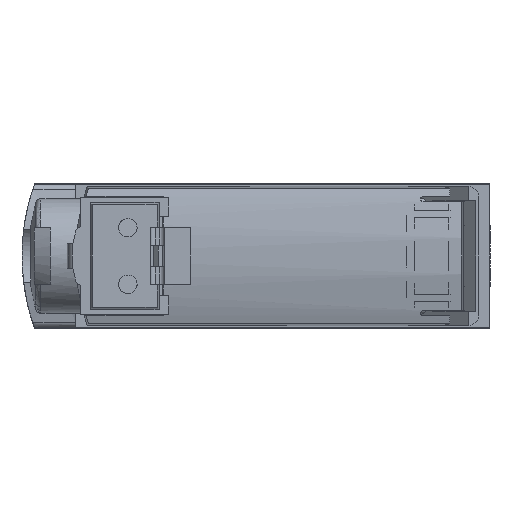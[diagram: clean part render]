
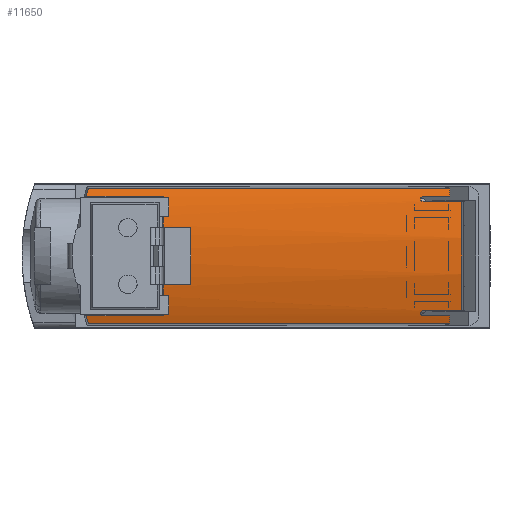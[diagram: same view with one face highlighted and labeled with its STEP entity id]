
A CAD part, left-side view. The second image highlights one B-rep face of the part: STEP entity #11650.
In plain terms, the highlighted cylindrical face has radius 15 mm (diameter 30 mm), a partial arc.
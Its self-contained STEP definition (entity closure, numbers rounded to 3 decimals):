
#589=B_SPLINE_CURVE_WITH_KNOTS('',3,(#20492,#20493,#20494,#20495),
 .UNSPECIFIED.,.F.,.F.,(4,4),(0.009,0.01),
 .UNSPECIFIED.);
#590=B_SPLINE_CURVE_WITH_KNOTS('',3,(#20503,#20504,#20505,#20506,#20507),
 .UNSPECIFIED.,.F.,.F.,(4,1,4),(0.,0.,0.001),
 .UNSPECIFIED.);
#591=B_SPLINE_CURVE_WITH_KNOTS('',3,(#20515,#20516,#20517,#20518,#20519),
 .UNSPECIFIED.,.F.,.F.,(4,1,4),(0.,0.,0.001),
 .UNSPECIFIED.);
#592=B_SPLINE_CURVE_WITH_KNOTS('',3,(#20527,#20528,#20529,#20530),
 .UNSPECIFIED.,.F.,.F.,(4,4),(0.,0.001),
 .UNSPECIFIED.);
#664=ELLIPSE('',#14608,15.002,15.);
#665=ELLIPSE('',#14609,15.002,15.);
#666=ELLIPSE('',#14610,15.009,15.);
#667=ELLIPSE('',#14611,15.002,15.);
#668=ELLIPSE('',#14612,15.002,15.);
#1409=LINE('',#20481,#2644);
#1410=LINE('',#20486,#2645);
#1411=LINE('',#20490,#2646);
#1412=LINE('',#20497,#2647);
#1413=LINE('',#20501,#2648);
#1414=LINE('',#20509,#2649);
#1415=LINE('',#20513,#2650);
#1416=LINE('',#20521,#2651);
#1417=LINE('',#20525,#2652);
#1418=LINE('',#20532,#2653);
#2644=VECTOR('',#16953,1000.);
#2645=VECTOR('',#16956,1000.);
#2646=VECTOR('',#16959,1000.);
#2647=VECTOR('',#16960,1000.);
#2648=VECTOR('',#16963,1000.);
#2649=VECTOR('',#16964,1000.);
#2650=VECTOR('',#16967,1000.);
#2651=VECTOR('',#16968,1000.);
#2652=VECTOR('',#16971,1000.);
#2653=VECTOR('',#16972,1000.);
#5098=ORIENTED_EDGE('',*,*,#7537,.F.);
#5099=ORIENTED_EDGE('',*,*,#7538,.F.);
#5100=ORIENTED_EDGE('',*,*,#7539,.F.);
#5101=ORIENTED_EDGE('',*,*,#7540,.T.);
#5102=ORIENTED_EDGE('',*,*,#7541,.T.);
#5103=ORIENTED_EDGE('',*,*,#7542,.T.);
#5104=ORIENTED_EDGE('',*,*,#7543,.T.);
#5105=ORIENTED_EDGE('',*,*,#7544,.T.);
#5106=ORIENTED_EDGE('',*,*,#7545,.F.);
#5107=ORIENTED_EDGE('',*,*,#7546,.F.);
#5108=ORIENTED_EDGE('',*,*,#7547,.F.);
#5109=ORIENTED_EDGE('',*,*,#7548,.F.);
#5110=ORIENTED_EDGE('',*,*,#7549,.F.);
#5111=ORIENTED_EDGE('',*,*,#7550,.F.);
#5112=ORIENTED_EDGE('',*,*,#7551,.F.);
#5113=ORIENTED_EDGE('',*,*,#7552,.F.);
#5114=ORIENTED_EDGE('',*,*,#7553,.F.);
#5115=ORIENTED_EDGE('',*,*,#7554,.T.);
#5116=ORIENTED_EDGE('',*,*,#7555,.T.);
#5117=ORIENTED_EDGE('',*,*,#7556,.T.);
#7537=EDGE_CURVE('',#8914,#8915,#1409,.F.);
#7538=EDGE_CURVE('',#8916,#8914,#9578,.T.);
#7539=EDGE_CURVE('',#8917,#8916,#1410,.T.);
#7540=EDGE_CURVE('',#8917,#8918,#664,.F.);
#7541=EDGE_CURVE('',#8918,#8919,#1411,.F.);
#7542=EDGE_CURVE('',#8919,#8920,#589,.T.);
#7543=EDGE_CURVE('',#8920,#8921,#1412,.T.);
#7544=EDGE_CURVE('',#8921,#8922,#665,.F.);
#7545=EDGE_CURVE('',#8923,#8922,#1413,.T.);
#7546=EDGE_CURVE('',#8924,#8923,#590,.T.);
#7547=EDGE_CURVE('',#8925,#8924,#1414,.F.);
#7548=EDGE_CURVE('',#8926,#8925,#666,.F.);
#7549=EDGE_CURVE('',#8927,#8926,#1415,.T.);
#7550=EDGE_CURVE('',#8928,#8927,#591,.T.);
#7551=EDGE_CURVE('',#8929,#8928,#1416,.F.);
#7552=EDGE_CURVE('',#8930,#8929,#667,.F.);
#7553=EDGE_CURVE('',#8931,#8930,#1417,.T.);
#7554=EDGE_CURVE('',#8931,#8932,#592,.T.);
#7555=EDGE_CURVE('',#8932,#8933,#1418,.T.);
#7556=EDGE_CURVE('',#8933,#8915,#668,.F.);
#8914=VERTEX_POINT('',#20482);
#8915=VERTEX_POINT('',#20483);
#8916=VERTEX_POINT('',#20485);
#8917=VERTEX_POINT('',#20487);
#8918=VERTEX_POINT('',#20489);
#8919=VERTEX_POINT('',#20491);
#8920=VERTEX_POINT('',#20496);
#8921=VERTEX_POINT('',#20498);
#8922=VERTEX_POINT('',#20500);
#8923=VERTEX_POINT('',#20502);
#8924=VERTEX_POINT('',#20508);
#8925=VERTEX_POINT('',#20510);
#8926=VERTEX_POINT('',#20512);
#8927=VERTEX_POINT('',#20514);
#8928=VERTEX_POINT('',#20520);
#8929=VERTEX_POINT('',#20522);
#8930=VERTEX_POINT('',#20524);
#8931=VERTEX_POINT('',#20526);
#8932=VERTEX_POINT('',#20531);
#8933=VERTEX_POINT('',#20533);
#9578=CIRCLE('',#14607,15.);
#10105=EDGE_LOOP('',(#5098,#5099,#5100,#5101,#5102,#5103,#5104,#5105,#5106,
#5107,#5108,#5109,#5110,#5111,#5112,#5113,#5114,#5115,#5116,#5117));
#10845=FACE_BOUND('',#10105,.T.);
#11216=CYLINDRICAL_SURFACE('',#14606,15.);
#11650=ADVANCED_FACE('',(#10845),#11216,.T.);
#14606=AXIS2_PLACEMENT_3D('',#20480,#16951,#16952);
#14607=AXIS2_PLACEMENT_3D('',#20484,#16954,#16955);
#14608=AXIS2_PLACEMENT_3D('',#20488,#16957,#16958);
#14609=AXIS2_PLACEMENT_3D('',#20499,#16961,#16962);
#14610=AXIS2_PLACEMENT_3D('',#20511,#16965,#16966);
#14611=AXIS2_PLACEMENT_3D('',#20523,#16969,#16970);
#14612=AXIS2_PLACEMENT_3D('',#20534,#16973,#16974);
#16951=DIRECTION('',(0.,-1.,0.));
#16952=DIRECTION('',(0.,0.,-1.));
#16953=DIRECTION('',(0.,-1.,0.));
#16954=DIRECTION('',(0.,1.,0.));
#16955=DIRECTION('',(0.,0.,1.));
#16956=DIRECTION('',(0.,-1.,0.));
#16957=DIRECTION('',(-0.017,1.,0.));
#16958=DIRECTION('',(-1.,-0.017,0.));
#16959=DIRECTION('',(0.,-1.,0.));
#16960=DIRECTION('',(0.,-1.,0.));
#16961=DIRECTION('',(-0.017,-1.,0.));
#16962=DIRECTION('',(1.,-0.017,0.));
#16963=DIRECTION('',(0.,-1.,0.));
#16964=DIRECTION('',(0.,-1.,0.));
#16965=DIRECTION('',(-0.035,0.999,0.));
#16966=DIRECTION('',(-0.999,-0.035,0.));
#16967=DIRECTION('',(0.,-1.,0.));
#16968=DIRECTION('',(0.,-1.,0.));
#16969=DIRECTION('',(0.017,1.,0.));
#16970=DIRECTION('',(1.,-0.017,0.));
#16971=DIRECTION('',(0.,-1.,0.));
#16972=DIRECTION('',(0.,-1.,0.));
#16973=DIRECTION('',(-0.017,1.,0.));
#16974=DIRECTION('',(-1.,-0.017,0.));
#20480=CARTESIAN_POINT('',(-15.,30.,0.));
#20481=CARTESIAN_POINT('',(-0.075,30.,-1.5));
#20482=CARTESIAN_POINT('',(-0.075,20.604,-1.5));
#20483=CARTESIAN_POINT('',(-0.075,21.106,-1.5));
#20484=CARTESIAN_POINT('',(-15.,20.604,0.));
#20485=CARTESIAN_POINT('',(-0.075,20.604,1.5));
#20486=CARTESIAN_POINT('',(-0.075,30.,1.5));
#20487=CARTESIAN_POINT('',(-0.075,21.106,1.5));
#20488=CARTESIAN_POINT('',(-15.,20.845,0.));
#20489=CARTESIAN_POINT('',(-0.603,21.096,4.21));
#20490=CARTESIAN_POINT('',(-0.603,30.,4.21));
#20491=CARTESIAN_POINT('',(-0.603,26.584,4.21));
#20492=CARTESIAN_POINT('',(-0.603,26.584,4.21));
#20493=CARTESIAN_POINT('',(-0.659,26.528,4.403));
#20494=CARTESIAN_POINT('',(-0.72,26.469,4.595));
#20495=CARTESIAN_POINT('',(-0.783,26.406,4.784));
#20496=CARTESIAN_POINT('',(-0.783,26.406,4.784));
#20497=CARTESIAN_POINT('',(-0.783,30.,4.784));
#20498=CARTESIAN_POINT('',(-0.783,0.864,4.784));
#20499=CARTESIAN_POINT('',(-15.,1.112,0.));
#20500=CARTESIAN_POINT('',(-0.609,0.861,4.23));
#20501=CARTESIAN_POINT('',(-0.609,30.,4.23));
#20502=CARTESIAN_POINT('',(-0.609,2.722,4.23));
#20503=CARTESIAN_POINT('',(-0.503,2.722,3.851));
#20504=CARTESIAN_POINT('',(-0.503,2.824,3.851));
#20505=CARTESIAN_POINT('',(-0.553,2.999,4.041));
#20506=CARTESIAN_POINT('',(-0.609,2.824,4.23));
#20507=CARTESIAN_POINT('',(-0.609,2.722,4.23));
#20508=CARTESIAN_POINT('',(-0.503,2.722,3.851));
#20509=CARTESIAN_POINT('',(-0.503,30.,3.851));
#20510=CARTESIAN_POINT('',(-0.503,-0.018,3.851));
#20511=CARTESIAN_POINT('',(-15.,-0.524,0.));
#20512=CARTESIAN_POINT('',(-0.503,-0.018,-3.851));
#20513=CARTESIAN_POINT('',(-0.503,30.,-3.851));
#20514=CARTESIAN_POINT('',(-0.503,2.722,-3.851));
#20515=CARTESIAN_POINT('',(-0.609,2.722,-4.23));
#20516=CARTESIAN_POINT('',(-0.609,2.824,-4.23));
#20517=CARTESIAN_POINT('',(-0.553,2.999,-4.041));
#20518=CARTESIAN_POINT('',(-0.503,2.824,-3.851));
#20519=CARTESIAN_POINT('',(-0.503,2.722,-3.851));
#20520=CARTESIAN_POINT('',(-0.609,2.722,-4.23));
#20521=CARTESIAN_POINT('',(-0.609,30.,-4.23));
#20522=CARTESIAN_POINT('',(-0.609,0.861,-4.23));
#20523=CARTESIAN_POINT('',(-15.,1.112,0.));
#20524=CARTESIAN_POINT('',(-0.783,0.864,-4.784));
#20525=CARTESIAN_POINT('',(-0.783,30.,-4.784));
#20526=CARTESIAN_POINT('',(-0.783,26.406,-4.784));
#20527=CARTESIAN_POINT('',(-0.783,26.406,-4.784));
#20528=CARTESIAN_POINT('',(-0.719,26.469,-4.594));
#20529=CARTESIAN_POINT('',(-0.659,26.528,-4.403));
#20530=CARTESIAN_POINT('',(-0.603,26.584,-4.21));
#20531=CARTESIAN_POINT('',(-0.603,26.584,-4.21));
#20532=CARTESIAN_POINT('',(-0.603,30.,-4.21));
#20533=CARTESIAN_POINT('',(-0.603,21.096,-4.21));
#20534=CARTESIAN_POINT('',(-15.,20.845,0.));
